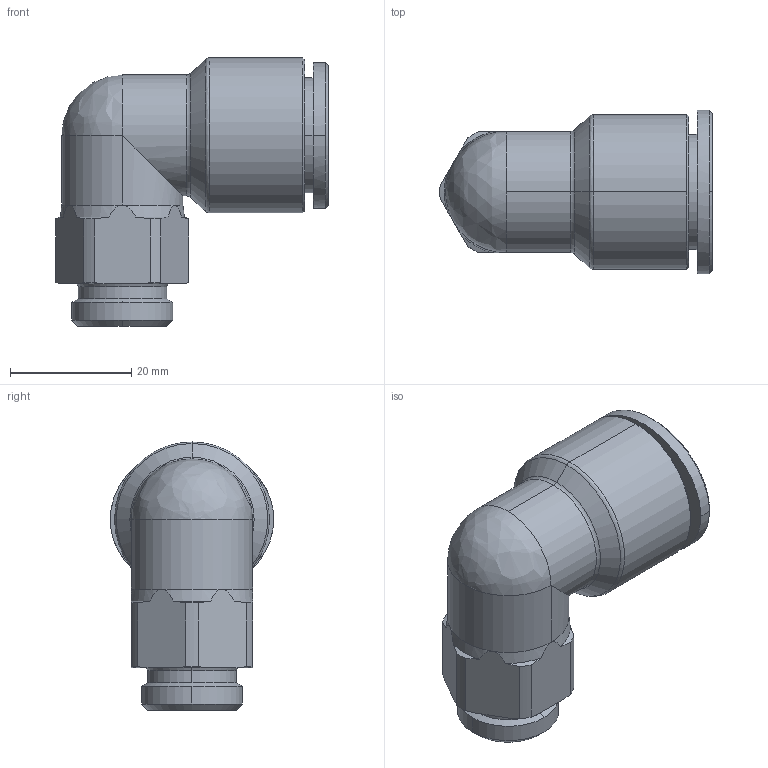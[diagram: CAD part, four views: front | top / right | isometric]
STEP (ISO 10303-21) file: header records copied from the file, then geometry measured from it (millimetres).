
FILE_DESCRIPTION (( 'STEP AP214' ), '1' );
FILE_NAME ('PL16-G03.stp', '2015-09-07T13:51:22', ( '' ), ( '' ), 'SwSTEP 2.0', 'SolidWorks 2015', '' );
FILE_SCHEMA (( 'AUTOMOTIVE_DESIGN' ));
Length unit declared in the file: millimetre
Products named in the file (2): ｦ+ﾃｦ1; PL16-G03
Assembly tree (1 placements, depth 2):
  PL16-G03
    ｦ+ﾃｦ1
Bounding box: 44.99 x 27 x 44.3 mm (x, y, z)
Volume: 16839 mm3; surface area: 7608.9 mm2
Topology: 1 solids, 1 shells, 294 faces, 808 edges, 530 vertices
Faces by surface type: plane 191, cone 37, bspline 33, cylinder 31, torus 2
Entity records: 11224 total; most frequent: CARTESIAN_POINT 3216, ORIENTED_EDGE 1610, DIRECTION 1341, EDGE_CURVE 805, VECTOR 583, LINE 583, VERTEX_POINT 530, AXIS2_PLACEMENT_3D 379
